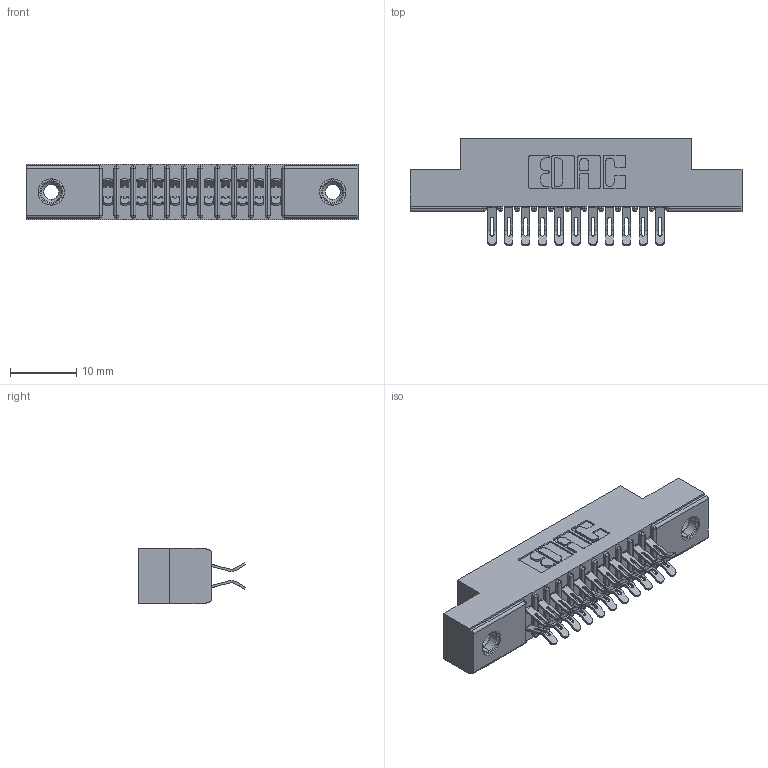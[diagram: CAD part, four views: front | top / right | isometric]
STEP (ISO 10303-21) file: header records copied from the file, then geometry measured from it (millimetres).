
FILE_DESCRIPTION (( 'STEP AP203' ), '1' );
FILE_NAME ('391-022-555-208.STEP', '2018-08-08T19:28:00', ( '' ), ( '' ), 'SwSTEP 2.0', 'SolidWorks 2016', '' );
FILE_SCHEMA (( 'CONFIG_CONTROL_DESIGN' ));
Length unit declared in the file: inch
Products named in the file (4): 341 Part_.156 (3.96) Dia Mounting Holes; 341-292-001_341-292-155; 345-250-001_345-250-003-102; 391-022-555-208
Assembly tree (25 placements, depth 2):
  391-022-555-208
    341 Part_.156 (3.96) Dia Mounting Holes
    341-292-001_341-292-155  x22
    345-250-001_345-250-003-102  x2
Bounding box: 50.16 x 16.31 x 8.38 mm (x, y, z)
Volume: 2907.4 mm3; surface area: 5569.9 mm2
Topology: 25 solids, 25 shells, 1892 faces, 5589 edges, 3634 vertices
Faces by surface type: plane 1024, cylinder 808, sphere 24, torus 24, cone 12
Entity records: 19097 total; most frequent: CARTESIAN_POINT 3174, ORIENTED_EDGE 3134, DIRECTION 3103, EDGE_CURVE 1567, LINE 1213, VECTOR 1213, VERTEX_POINT 1000, AXIS2_PLACEMENT_3D 945
